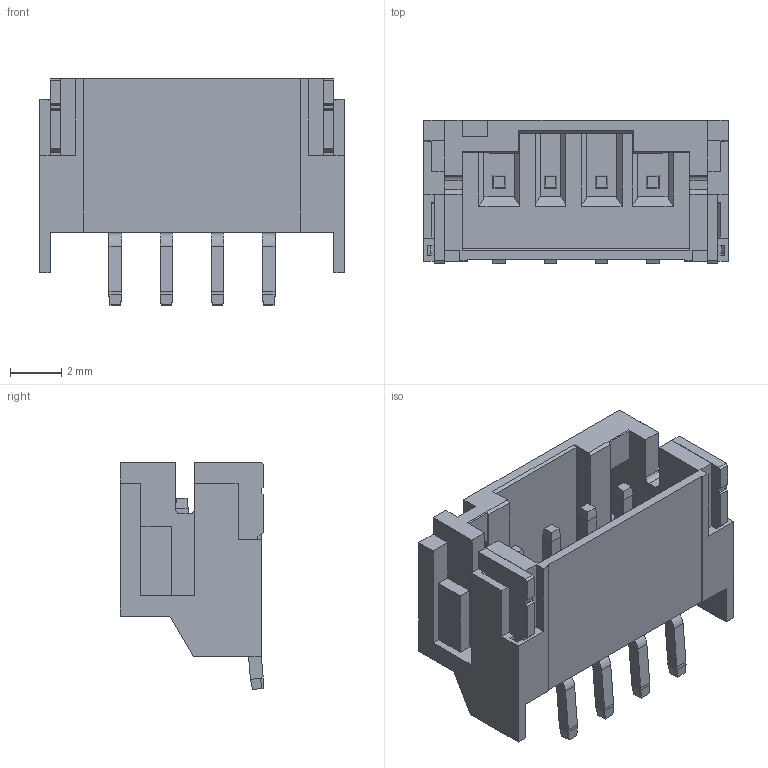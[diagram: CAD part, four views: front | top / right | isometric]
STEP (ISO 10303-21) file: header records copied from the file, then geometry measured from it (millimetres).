
FILE_DESCRIPTION (( 'STEP AP214' ), '1' );
FILE_NAME ('S4B-PH-SM4-TB(LF)(SN).STEP', '2021-05-07T06:44:35', ( '' ), ( '' ), 'SwSTEP 2.0', 'SolidWorks 2018', '' );
FILE_SCHEMA (( 'AUTOMOTIVE_DESIGN' ));
Length unit declared in the file: millimetre
Products named in the file (1): S4B-PH-SM4-TB(LF)(SN)
Bounding box: 11.9 x 5.6 x 8.87 mm (x, y, z)
Volume: 179.3 mm3; surface area: 657.7 mm2
Topology: 7 solids, 7 shells, 317 faces, 796 edges, 492 vertices
Faces by surface type: plane 293, cylinder 24
Entity records: 9282 total; most frequent: CARTESIAN_POINT 1606, ORIENTED_EDGE 1592, DIRECTION 1480, EDGE_CURVE 796, LINE 748, VECTOR 748, VERTEX_POINT 492, AXIS2_PLACEMENT_3D 366
